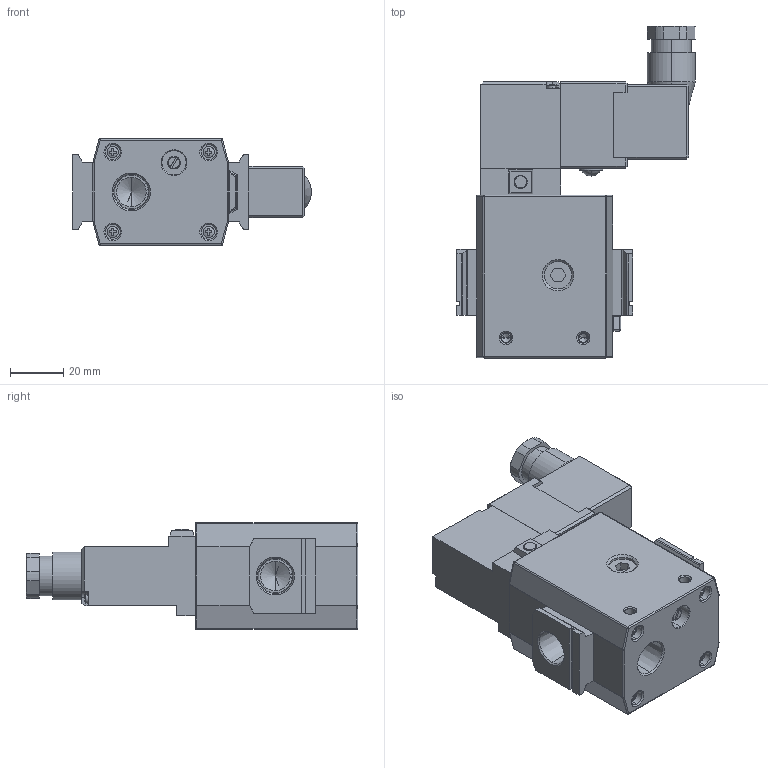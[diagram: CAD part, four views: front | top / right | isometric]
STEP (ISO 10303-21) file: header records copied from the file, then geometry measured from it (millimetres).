
FILE_DESCRIPTION (( 'STEP AP214' ), '1' );
FILE_NAME ('AV2000-02-5DZ.step.step', '2011-05-26T22:22:40', ( 'SysAdmin' ), ( 'SolidWorks' ), 'SwSTEP 2.0', 'SolidWorks 2011', '' );
FILE_SCHEMA (( 'AUTOMOTIVE_DESIGN' ));
Length unit declared in the file: millimetre
Products named in the file (3): AV2000-02-5DZ.step_AV3136 Connector_DZ; AV2000-02-5DZ.step_AV3136 Body_2000; AV2000-02-5DZ.step
Assembly tree (2 placements, depth 2):
  AV2000-02-5DZ.step
    AV2000-02-5DZ.step_AV3136 Connector_DZ
    AV2000-02-5DZ.step_AV3136 Body_2000
Bounding box: 89.5 x 124.5 x 40 mm (x, y, z)
Volume: 185720.8 mm3; surface area: 34183.6 mm2
Topology: 2 solids, 3 shells, 525 faces, 1299 edges, 793 vertices
Faces by surface type: plane 287, cylinder 133, cone 69, sphere 32, torus 2, bspline 2
Entity records: 16649 total; most frequent: CARTESIAN_POINT 2769, DIRECTION 2704, ORIENTED_EDGE 2502, EDGE_CURVE 1251, AXIS2_PLACEMENT_3D 960, VERTEX_POINT 785, LINE 784, VECTOR 784
